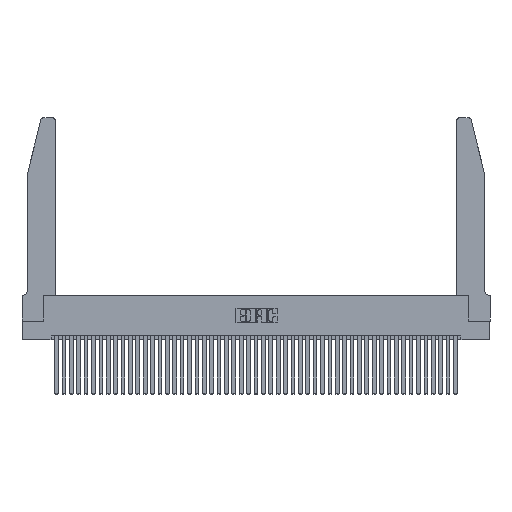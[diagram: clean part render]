
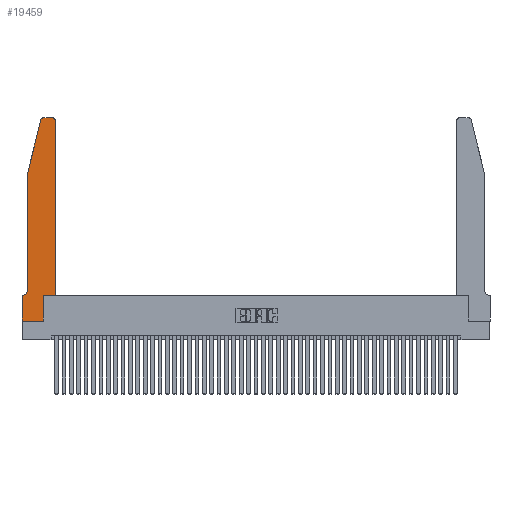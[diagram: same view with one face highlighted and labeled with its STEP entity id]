
A CAD part, top view. The second image highlights one B-rep face of the part: STEP entity #19459.
In plain terms, the highlighted planar face has unit normal (0, 0, 1).
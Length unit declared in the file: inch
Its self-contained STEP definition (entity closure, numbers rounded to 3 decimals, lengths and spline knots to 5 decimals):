
#70 = LINE ( 'NONE', #18103, #18006 ) ;
#243 = CARTESIAN_POINT ( 'NONE',  ( 0.4505, 2.72, 0.37 ) ) ;
#596 = ORIENTED_EDGE ( 'NONE', *, *, #38437, .T. ) ;
#1738 = VERTEX_POINT ( 'NONE', #28467 ) ;
#2325 = ORIENTED_EDGE ( 'NONE', *, *, #9664, .T. ) ;
#2409 = AXIS2_PLACEMENT_3D ( 'NONE', #38715, #17561, #42294 ) ;
#2639 = EDGE_CURVE ( 'NONE', #39978, #19127, #34392, .T. ) ;
#3479 = DIRECTION ( 'NONE',  ( 1., 0., 0. ) ) ;
#4303 = CARTESIAN_POINT ( 'NONE',  ( 0.0055, 0.35, 0.37 ) ) ;
#5314 = LINE ( 'NONE', #15768, #24324 ) ;
#5908 = EDGE_CURVE ( 'NONE', #33894, #42504, #19099, .T. ) ;
#6077 = VECTOR ( 'NONE', #40561, 39.37008 ) ;
#6322 = CIRCLE ( 'NONE', #22554, 0.03 ) ;
#6483 = CARTESIAN_POINT ( 'NONE',  ( 0.0055, 0.42, 0.37 ) ) ;
#6651 = EDGE_LOOP ( 'NONE', ( #31137, #18851, #26614, #596, #23402, #32944, #44879, #45639, #2325, #38252, #45649, #11096 ) ) ;
#7032 = CARTESIAN_POINT ( 'NONE',  ( 0., 0.35, 0.37 ) ) ;
#8861 = CARTESIAN_POINT ( 'NONE',  ( 0.4505, 0.35, 0.37 ) ) ;
#9434 = CARTESIAN_POINT ( 'NONE',  ( 0., 0., 0.37 ) ) ;
#9448 = CARTESIAN_POINT ( 'NONE',  ( 0.2865, 0.35, 0.37 ) ) ;
#9621 = CARTESIAN_POINT ( 'NONE',  ( 0.2865, 0., 0.37 ) ) ;
#9664 = EDGE_CURVE ( 'NONE', #30034, #33894, #38140, .T. ) ;
#10077 = DIRECTION ( 'NONE',  ( -1., 0., 0. ) ) ;
#10719 = VECTOR ( 'NONE', #27210, 39.37008 ) ;
#11096 = ORIENTED_EDGE ( 'NONE', *, *, #11593, .T. ) ;
#11593 = EDGE_CURVE ( 'NONE', #13621, #1738, #6322, .T. ) ;
#12589 = CARTESIAN_POINT ( 'NONE',  ( 0.4205, 2.72, 0.37 ) ) ;
#13061 = DIRECTION ( 'NONE',  ( 0., 1., 0. ) ) ;
#13621 = VERTEX_POINT ( 'NONE', #243 ) ;
#13930 = LINE ( 'NONE', #34786, #41019 ) ;
#14261 = DIRECTION ( 'NONE',  ( 1., 0., 0. ) ) ;
#14854 = LINE ( 'NONE', #41754, #33643 ) ;
#15114 = VERTEX_POINT ( 'NONE', #33032 ) ;
#15768 = CARTESIAN_POINT ( 'NONE',  ( 0.0755, 0.35, 0.37 ) ) ;
#16179 = DIRECTION ( 'NONE',  ( 1., 0., 0. ) ) ;
#16581 = EDGE_CURVE ( 'NONE', #29583, #36084, #14854, .T. ) ;
#17145 = VECTOR ( 'NONE', #13061, 39.37008 ) ;
#17561 = DIRECTION ( 'NONE',  ( 0., 0., 1. ) ) ;
#18006 = VECTOR ( 'NONE', #21694, 39.37008 ) ;
#18103 = CARTESIAN_POINT ( 'NONE',  ( 0.0755, 2., 0.37 ) ) ;
#18714 = EDGE_CURVE ( 'NONE', #19127, #30034, #29609, .T. ) ;
#18851 = ORIENTED_EDGE ( 'NONE', *, *, #20817, .T. ) ;
#19099 = LINE ( 'NONE', #45985, #27428 ) ;
#19127 = VERTEX_POINT ( 'NONE', #39919 ) ;
#19356 = DIRECTION ( 'NONE',  ( -1., 0., 0. ) ) ;
#19413 = CARTESIAN_POINT ( 'NONE',  ( 0.0755, 2., 0.37 ) ) ;
#19459 = ADVANCED_FACE ( 'NONE', ( #29240 ), #31880, .T. ) ;
#20170 = VERTEX_POINT ( 'NONE', #42497 ) ;
#20817 = EDGE_CURVE ( 'NONE', #20170, #29583, #40698, .T. ) ;
#21694 = DIRECTION ( 'NONE',  ( 0., -1., 0. ) ) ;
#21769 = CARTESIAN_POINT ( 'NONE',  ( 0., 0.35, 0.37 ) ) ;
#21981 = EDGE_CURVE ( 'NONE', #15114, #33403, #29564, .T. ) ;
#22274 = VECTOR ( 'NONE', #42177, 39.37008 ) ;
#22554 = AXIS2_PLACEMENT_3D ( 'NONE', #12589, #37325, #16179 ) ;
#23267 = EDGE_CURVE ( 'NONE', #1738, #20170, #13930, .T. ) ;
#23402 = ORIENTED_EDGE ( 'NONE', *, *, #21981, .T. ) ;
#24025 = EDGE_CURVE ( 'NONE', #42504, #13621, #41032, .T. ) ;
#24324 = VECTOR ( 'NONE', #19356, 39.37008 ) ;
#24342 = DIRECTION ( 'NONE',  ( -1., 0., 0. ) ) ;
#25156 = AXIS2_PLACEMENT_3D ( 'NONE', #7032, #35408, #14261 ) ;
#26614 = ORIENTED_EDGE ( 'NONE', *, *, #16581, .T. ) ;
#27210 = DIRECTION ( 'NONE',  ( 1., 0., 0. ) ) ;
#27428 = VECTOR ( 'NONE', #3479, 39.37008 ) ;
#28151 = EDGE_CURVE ( 'NONE', #33403, #39978, #5314, .T. ) ;
#28452 = AXIS2_PLACEMENT_3D ( 'NONE', #6483, #31346, #10077 ) ;
#28467 = CARTESIAN_POINT ( 'NONE',  ( 0.4205, 2.75, 0.37 ) ) ;
#28737 = CARTESIAN_POINT ( 'NONE',  ( 0.2865, 0.35, 0.37 ) ) ;
#29240 = FACE_OUTER_BOUND ( 'NONE', #6651, .T. ) ;
#29564 = CIRCLE ( 'NONE', #28452, 0.07 ) ;
#29583 = VERTEX_POINT ( 'NONE', #31878 ) ;
#29609 = LINE ( 'NONE', #9434, #10719 ) ;
#30034 = VERTEX_POINT ( 'NONE', #9621 ) ;
#31137 = ORIENTED_EDGE ( 'NONE', *, *, #23267, .T. ) ;
#31243 = DIRECTION ( 'NONE',  ( -0.239, -0.971, 0. ) ) ;
#31346 = DIRECTION ( 'NONE',  ( 0., 0., -1. ) ) ;
#31878 = CARTESIAN_POINT ( 'NONE',  ( 0.25487, 2.72718, 0.37 ) ) ;
#31880 = PLANE ( 'NONE',  #25156 ) ;
#32944 = ORIENTED_EDGE ( 'NONE', *, *, #28151, .T. ) ;
#33032 = CARTESIAN_POINT ( 'NONE',  ( 0.0755, 0.42, 0.37 ) ) ;
#33403 = VERTEX_POINT ( 'NONE', #4303 ) ;
#33643 = VECTOR ( 'NONE', #31243, 39.37008 ) ;
#33894 = VERTEX_POINT ( 'NONE', #28737 ) ;
#34392 = LINE ( 'NONE', #44133, #6077 ) ;
#34786 = CARTESIAN_POINT ( 'NONE',  ( 0.2605, 2.75, 0.37 ) ) ;
#35408 = DIRECTION ( 'NONE',  ( 0., 0., 1. ) ) ;
#36084 = VERTEX_POINT ( 'NONE', #19413 ) ;
#37325 = DIRECTION ( 'NONE',  ( 0., 0., 1. ) ) ;
#38140 = LINE ( 'NONE', #9448, #17145 ) ;
#38252 = ORIENTED_EDGE ( 'NONE', *, *, #5908, .T. ) ;
#38437 = EDGE_CURVE ( 'NONE', #36084, #15114, #70, .T. ) ;
#38592 = CARTESIAN_POINT ( 'NONE',  ( 0.4505, 0.35, 0.37 ) ) ;
#38715 = CARTESIAN_POINT ( 'NONE',  ( 0.284, 2.72, 0.37 ) ) ;
#39919 = CARTESIAN_POINT ( 'NONE',  ( 0., 0., 0.37 ) ) ;
#39978 = VERTEX_POINT ( 'NONE', #21769 ) ;
#40561 = DIRECTION ( 'NONE',  ( 0., -1., 0. ) ) ;
#40698 = CIRCLE ( 'NONE', #2409, 0.03 ) ;
#41019 = VECTOR ( 'NONE', #24342, 39.37008 ) ;
#41032 = LINE ( 'NONE', #38592, #22274 ) ;
#41754 = CARTESIAN_POINT ( 'NONE',  ( 0.0755, 2., 0.37 ) ) ;
#42177 = DIRECTION ( 'NONE',  ( 0., 1., 0. ) ) ;
#42294 = DIRECTION ( 'NONE',  ( 1., 0., 0. ) ) ;
#42497 = CARTESIAN_POINT ( 'NONE',  ( 0.284, 2.75, 0.37 ) ) ;
#42504 = VERTEX_POINT ( 'NONE', #8861 ) ;
#44133 = CARTESIAN_POINT ( 'NONE',  ( 0., 0., 0.37 ) ) ;
#44879 = ORIENTED_EDGE ( 'NONE', *, *, #2639, .T. ) ;
#45639 = ORIENTED_EDGE ( 'NONE', *, *, #18714, .T. ) ;
#45649 = ORIENTED_EDGE ( 'NONE', *, *, #24025, .T. ) ;
#45985 = CARTESIAN_POINT ( 'NONE',  ( 0.4505, 0.35, 0.37 ) ) ;
